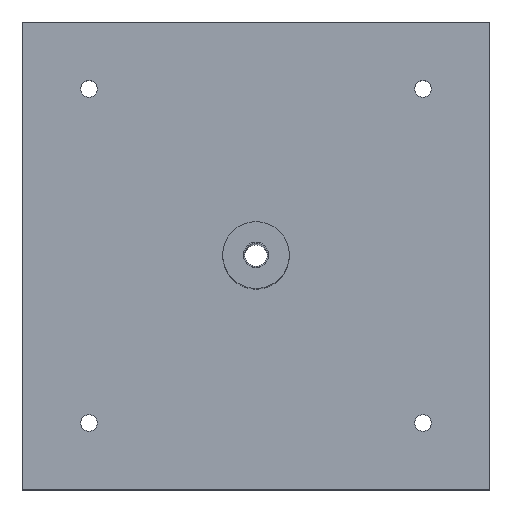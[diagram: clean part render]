
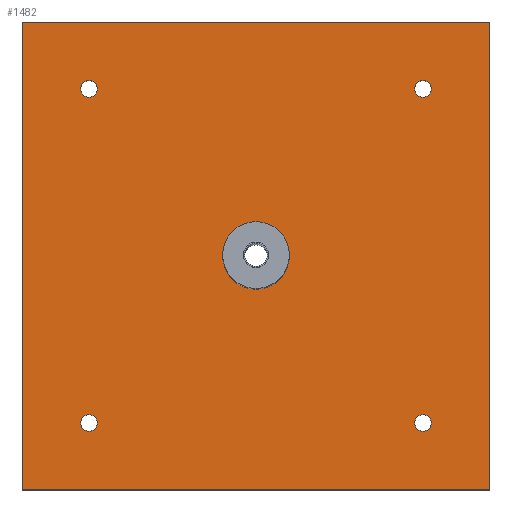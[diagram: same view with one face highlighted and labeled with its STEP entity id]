
A CAD part, top view. The second image highlights one B-rep face of the part: STEP entity #1482.
In plain terms, the highlighted planar face has unit normal (0, 0, 1).
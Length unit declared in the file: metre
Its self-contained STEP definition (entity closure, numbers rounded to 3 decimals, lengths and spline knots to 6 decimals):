
#26=LINE('',#2525,#96);
#30=LINE('',#2534,#100);
#33=LINE('',#2540,#103);
#36=LINE('',#2561,#106);
#96=VECTOR('',#2050,1.);
#100=VECTOR('',#2056,1.);
#103=VECTOR('',#2061,1.);
#106=VECTOR('',#2084,1.);
#202=PLANE('',#1800);
#335=ORIENTED_EDGE('',*,*,#601,.F.);
#336=ORIENTED_EDGE('',*,*,#602,.F.);
#337=ORIENTED_EDGE('',*,*,#606,.T.);
#338=ORIENTED_EDGE('',*,*,#609,.T.);
#339=ORIENTED_EDGE('',*,*,#618,.F.);
#340=ORIENTED_EDGE('',*,*,#617,.F.);
#341=ORIENTED_EDGE('',*,*,#615,.T.);
#342=ORIENTED_EDGE('',*,*,#613,.F.);
#343=ORIENTED_EDGE('',*,*,#621,.T.);
#601=EDGE_CURVE('',#761,#761,#893,.T.);
#602=EDGE_CURVE('',#762,#763,#26,.T.);
#606=EDGE_CURVE('',#762,#766,#30,.T.);
#609=EDGE_CURVE('',#766,#768,#33,.T.);
#613=EDGE_CURVE('',#771,#771,#895,.T.);
#615=EDGE_CURVE('',#773,#773,#897,.T.);
#617=EDGE_CURVE('',#775,#775,#899,.T.);
#618=EDGE_CURVE('',#763,#768,#36,.T.);
#621=EDGE_CURVE('',#777,#777,#901,.T.);
#761=VERTEX_POINT('',#2522);
#762=VERTEX_POINT('',#2526);
#763=VERTEX_POINT('',#2527);
#766=VERTEX_POINT('',#2535);
#768=VERTEX_POINT('',#2541);
#771=VERTEX_POINT('',#2549);
#773=VERTEX_POINT('',#2554);
#775=VERTEX_POINT('',#2559);
#777=VERTEX_POINT('',#2567);
#893=CIRCLE('',#1781,0.0127);
#895=CIRCLE('',#1788,0.003175);
#897=CIRCLE('',#1791,0.003175);
#899=CIRCLE('',#1794,0.003175);
#901=CIRCLE('',#1798,0.003175);
#1024=EDGE_LOOP('',(#335));
#1025=EDGE_LOOP('',(#336,#337,#338,#339));
#1026=EDGE_LOOP('',(#340));
#1027=EDGE_LOOP('',(#341));
#1028=EDGE_LOOP('',(#342));
#1029=EDGE_LOOP('',(#343));
#1244=FACE_BOUND('',#1024,.T.);
#1245=FACE_BOUND('',#1025,.T.);
#1246=FACE_BOUND('',#1026,.T.);
#1247=FACE_BOUND('',#1027,.T.);
#1248=FACE_BOUND('',#1028,.T.);
#1249=FACE_BOUND('',#1029,.T.);
#1482=ADVANCED_FACE('',(#1244,#1245,#1246,#1247,#1248,#1249),#202,.T.);
#1781=AXIS2_PLACEMENT_3D('',#2521,#2044,#2045);
#1788=AXIS2_PLACEMENT_3D('',#2548,#2068,#2069);
#1791=AXIS2_PLACEMENT_3D('',#2553,#2074,#2075);
#1794=AXIS2_PLACEMENT_3D('',#2558,#2080,#2081);
#1798=AXIS2_PLACEMENT_3D('',#2566,#2090,#2091);
#1800=AXIS2_PLACEMENT_3D('',#2569,#2094,#2095);
#2044=DIRECTION('',(0.,0.,1.));
#2045=DIRECTION('',(1.,0.,0.));
#2050=DIRECTION('',(0.,-1.,0.));
#2056=DIRECTION('',(-1.,0.,0.));
#2061=DIRECTION('',(0.,-1.,0.));
#2068=DIRECTION('',(0.,0.,1.));
#2069=DIRECTION('',(1.,0.,0.));
#2074=DIRECTION('',(0.,0.,-1.));
#2075=DIRECTION('',(1.,0.,0.));
#2080=DIRECTION('',(0.,0.,1.));
#2081=DIRECTION('',(1.,0.,0.));
#2084=DIRECTION('',(-1.,0.,0.));
#2090=DIRECTION('',(0.,0.,-1.));
#2091=DIRECTION('',(1.,0.,0.));
#2094=DIRECTION('',(0.,0.,1.));
#2095=DIRECTION('',(1.,0.,0.));
#2521=CARTESIAN_POINT('',(0.036972,-0.012326,-0.18925));
#2522=CARTESIAN_POINT('',(0.049672,-0.012326,-0.18925));
#2525=CARTESIAN_POINT('',(0.125872,-0.012326,-0.18925));
#2526=CARTESIAN_POINT('',(0.125872,0.076574,-0.18925));
#2527=CARTESIAN_POINT('',(0.125872,-0.101226,-0.18925));
#2534=CARTESIAN_POINT('',(0.036972,0.076574,-0.18925));
#2535=CARTESIAN_POINT('',(-0.051928,0.076574,-0.18925));
#2540=CARTESIAN_POINT('',(-0.051928,-0.012326,-0.18925));
#2541=CARTESIAN_POINT('',(-0.051928,-0.101226,-0.18925));
#2548=CARTESIAN_POINT('',(0.100472,0.051174,-0.18925));
#2549=CARTESIAN_POINT('',(0.103647,0.051174,-0.18925));
#2553=CARTESIAN_POINT('',(-0.026528,0.051174,-0.18925));
#2554=CARTESIAN_POINT('',(-0.023353,0.051174,-0.18925));
#2558=CARTESIAN_POINT('',(-0.026528,-0.075826,-0.18925));
#2559=CARTESIAN_POINT('',(-0.023353,-0.075826,-0.18925));
#2561=CARTESIAN_POINT('',(0.036972,-0.101226,-0.18925));
#2566=CARTESIAN_POINT('',(0.100472,-0.075826,-0.18925));
#2567=CARTESIAN_POINT('',(0.103647,-0.075826,-0.18925));
#2569=CARTESIAN_POINT('',(0.036972,-0.012326,-0.18925));
